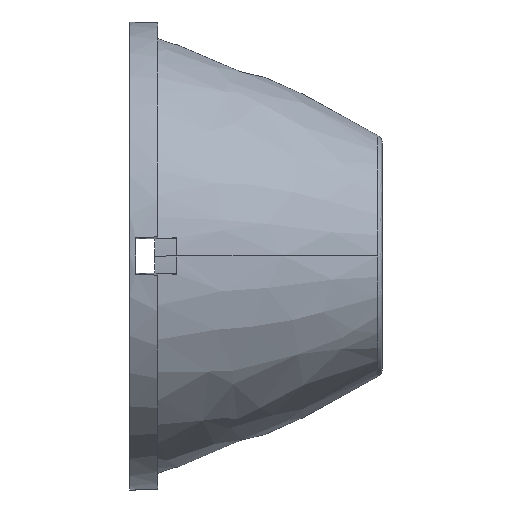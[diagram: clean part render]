
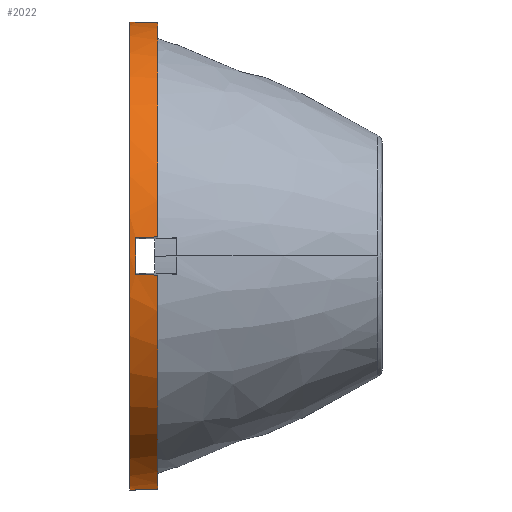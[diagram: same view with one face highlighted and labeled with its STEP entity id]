
A CAD part, left-side view. The second image highlights one B-rep face of the part: STEP entity #2022.
In plain terms, the highlighted cylindrical face has radius 25 mm (diameter 50 mm), a partial arc.
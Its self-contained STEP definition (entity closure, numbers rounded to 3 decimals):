
#1 = AXIS2_PLACEMENT_3D ( 'NONE', #650, #666, #1362 ) ;
#9 = CARTESIAN_POINT ( 'NONE',  ( 0., 23.994, 0. ) ) ;
#26 = EDGE_CURVE ( 'NONE', #2946, #817, #2573, .T. ) ;
#38 = VECTOR ( 'NONE', #2224, 1000. ) ;
#85 = VERTEX_POINT ( 'NONE', #1117 ) ;
#89 = ORIENTED_EDGE ( 'NONE', *, *, #2862, .F. ) ;
#124 = CARTESIAN_POINT ( 'NONE',  ( -24.919, 24.779, -2.016 ) ) ;
#172 = DIRECTION ( 'NONE',  ( 0., -1., 0. ) ) ;
#225 = DIRECTION ( 'NONE',  ( 0., -1., 0. ) ) ;
#250 = DIRECTION ( 'NONE',  ( 0., -1., 0. ) ) ;
#277 = ORIENTED_EDGE ( 'NONE', *, *, #1408, .T. ) ;
#300 = CARTESIAN_POINT ( 'NONE',  ( 0., 26.35, 25. ) ) ;
#316 = CARTESIAN_POINT ( 'NONE',  ( -24.916, 23.994, -2.044 ) ) ;
#334 = CIRCLE ( 'NONE', #2283, 25. ) ;
#377 = CARTESIAN_POINT ( 'NONE',  ( -24.923, 26.35, -1.961 ) ) ;
#389 = CARTESIAN_POINT ( 'NONE',  ( -2.016, 24.779, 24.919 ) ) ;
#392 = CARTESIAN_POINT ( 'NONE',  ( -24.919, 24.779, 2.016 ) ) ;
#402 = FACE_OUTER_BOUND ( 'NONE', #745, .T. ) ;
#403 = CARTESIAN_POINT ( 'NONE',  ( 0., 27., -25. ) ) ;
#473 = DIRECTION ( 'NONE',  ( 0., 0., -1. ) ) ;
#535 = VERTEX_POINT ( 'NONE', #1747 ) ;
#562 = EDGE_CURVE ( 'NONE', #770, #2553, #1512, .T. ) ;
#572 = CARTESIAN_POINT ( 'NONE',  ( 0., 27., 25. ) ) ;
#594 =( BOUNDED_CURVE ( )  B_SPLINE_CURVE ( 3, ( #1470, #618, #389, #1525 ),
 .UNSPECIFIED., .F., .F. ) 
 B_SPLINE_CURVE_WITH_KNOTS ( ( 4, 4 ),
 ( 4.712, 4.716 ),
 .UNSPECIFIED. ) 
 CURVE ( )  GEOMETRIC_REPRESENTATION_ITEM ( )  RATIONAL_B_SPLINE_CURVE ( ( 1., 1., 1., 1. ) ) 
 REPRESENTATION_ITEM ( '' )  );
#601 = EDGE_CURVE ( 'NONE', #2584, #85, #2133, .T. ) ;
#615 = ORIENTED_EDGE ( 'NONE', *, *, #26, .T. ) ;
#618 = CARTESIAN_POINT ( 'NONE',  ( -1.989, 25.565, 24.921 ) ) ;
#622 = CARTESIAN_POINT ( 'NONE',  ( -24.923, 26.35, -1.961 ) ) ;
#624 = CARTESIAN_POINT ( 'NONE',  ( 0., 26.35, 0. ) ) ;
#630 = CARTESIAN_POINT ( 'NONE',  ( -24.923, 26.35, 1.961 ) ) ;
#650 = CARTESIAN_POINT ( 'NONE',  ( 0., 26.35, 0. ) ) ;
#666 = DIRECTION ( 'NONE',  ( 0., 1., 0. ) ) ;
#677 = ORIENTED_EDGE ( 'NONE', *, *, #1996, .F. ) ;
#733 = CARTESIAN_POINT ( 'NONE',  ( -2.044, 23.994, -24.916 ) ) ;
#745 = EDGE_LOOP ( 'NONE', ( #677, #2869, #2268, #615, #1966, #1616, #1484, #2047, #1283, #89, #1026, #277 ) ) ;
#770 = VERTEX_POINT ( 'NONE', #2385 ) ;
#792 = CIRCLE ( 'NONE', #2439, 25. ) ;
#817 = VERTEX_POINT ( 'NONE', #2423 ) ;
#896 =( BOUNDED_CURVE ( )  B_SPLINE_CURVE ( 3, ( #733, #1422, #2817, #2794 ),
 .UNSPECIFIED., .F., .F. ) 
 B_SPLINE_CURVE_WITH_KNOTS ( ( 4, 4 ),
 ( 1.568, 1.571 ),
 .UNSPECIFIED. ) 
 CURVE ( )  GEOMETRIC_REPRESENTATION_ITEM ( )  RATIONAL_B_SPLINE_CURVE ( ( 1., 1., 1., 1. ) ) 
 REPRESENTATION_ITEM ( '' )  );
#903 = DIRECTION ( 'NONE',  ( 0., 0., -1. ) ) ;
#932 = CARTESIAN_POINT ( 'NONE',  ( -1.961, 26.35, 24.923 ) ) ;
#1026 = ORIENTED_EDGE ( 'NONE', *, *, #2645, .F. ) ;
#1046 = CYLINDRICAL_SURFACE ( 'NONE', #1710, 25. ) ;
#1117 = CARTESIAN_POINT ( 'NONE',  ( -24.923, 26.35, 1.961 ) ) ;
#1124 = CARTESIAN_POINT ( 'NONE',  ( -24.916, 23.994, 2.044 ) ) ;
#1155 = VERTEX_POINT ( 'NONE', #572 ) ;
#1267 = EDGE_CURVE ( 'NONE', #1938, #85, #2290, .T. ) ;
#1275 = CIRCLE ( 'NONE', #2857, 25. ) ;
#1283 = ORIENTED_EDGE ( 'NONE', *, *, #1267, .F. ) ;
#1299 = CARTESIAN_POINT ( 'NONE',  ( 0., 0., -25. ) ) ;
#1362 = DIRECTION ( 'NONE',  ( 0., 0., -1. ) ) ;
#1374 = DIRECTION ( 'NONE',  ( 0., 1., 0. ) ) ;
#1397 = EDGE_CURVE ( 'NONE', #1155, #2149, #334, .T. ) ;
#1399 = DIRECTION ( 'NONE',  ( 0., 0., -1. ) ) ;
#1408 = EDGE_CURVE ( 'NONE', #2885, #2524, #792, .T. ) ;
#1411 = CARTESIAN_POINT ( 'NONE',  ( 0., 23.994, 0. ) ) ;
#1422 = CARTESIAN_POINT ( 'NONE',  ( -2.016, 24.779, -24.919 ) ) ;
#1470 = CARTESIAN_POINT ( 'NONE',  ( -1.961, 26.35, 24.923 ) ) ;
#1484 = ORIENTED_EDGE ( 'NONE', *, *, #2007, .F. ) ;
#1512 = CIRCLE ( 'NONE', #2243, 25. ) ;
#1525 = CARTESIAN_POINT ( 'NONE',  ( -2.044, 23.994, 24.916 ) ) ;
#1616 = ORIENTED_EDGE ( 'NONE', *, *, #562, .F. ) ;
#1626 = DIRECTION ( 'NONE',  ( 0., 0., -1. ) ) ;
#1710 = AXIS2_PLACEMENT_3D ( 'NONE', #2864, #1914, #1941 ) ;
#1747 = CARTESIAN_POINT ( 'NONE',  ( -2.044, 23.994, 24.916 ) ) ;
#1846 = EDGE_CURVE ( 'NONE', #2553, #817, #896, .T. ) ;
#1914 = DIRECTION ( 'NONE',  ( 0., -1., 0. ) ) ;
#1937 = CARTESIAN_POINT ( 'NONE',  ( 0., 26.35, -25. ) ) ;
#1938 = VERTEX_POINT ( 'NONE', #2578 ) ;
#1941 = DIRECTION ( 'NONE',  ( 0., 0., -1. ) ) ;
#1966 = ORIENTED_EDGE ( 'NONE', *, *, #1846, .F. ) ;
#1996 = EDGE_CURVE ( 'NONE', #1155, #2524, #2313, .T. ) ;
#2007 = EDGE_CURVE ( 'NONE', #2584, #770, #2831, .T. ) ;
#2020 = CARTESIAN_POINT ( 'NONE',  ( -24.921, 25.565, 1.989 ) ) ;
#2022 = ADVANCED_FACE ( 'NONE', ( #402 ), #1046, .T. ) ;
#2038 = EDGE_CURVE ( 'NONE', #2149, #2946, #2391, .T. ) ;
#2047 = ORIENTED_EDGE ( 'NONE', *, *, #601, .T. ) ;
#2072 = CARTESIAN_POINT ( 'NONE',  ( 0., 27., 0. ) ) ;
#2133 = CIRCLE ( 'NONE', #1, 25. ) ;
#2149 = VERTEX_POINT ( 'NONE', #403 ) ;
#2224 = DIRECTION ( 'NONE',  ( 0., -1., 0. ) ) ;
#2243 = AXIS2_PLACEMENT_3D ( 'NONE', #9, #2954, #903 ) ;
#2268 = ORIENTED_EDGE ( 'NONE', *, *, #2038, .T. ) ;
#2283 = AXIS2_PLACEMENT_3D ( 'NONE', #2072, #225, #1626 ) ;
#2290 =( BOUNDED_CURVE ( )  B_SPLINE_CURVE ( 3, ( #1124, #392, #2020, #630 ),
 .UNSPECIFIED., .F., .F. ) 
 B_SPLINE_CURVE_WITH_KNOTS ( ( 4, 4 ),
 ( 1.568, 1.571 ),
 .UNSPECIFIED. ) 
 CURVE ( )  GEOMETRIC_REPRESENTATION_ITEM ( )  RATIONAL_B_SPLINE_CURVE ( ( 1., 1., 1., 1. ) ) 
 REPRESENTATION_ITEM ( '' )  );
#2313 = LINE ( 'NONE', #2925, #38 ) ;
#2385 = CARTESIAN_POINT ( 'NONE',  ( -24.916, 23.994, -2.044 ) ) ;
#2391 = LINE ( 'NONE', #1299, #2856 ) ;
#2423 = CARTESIAN_POINT ( 'NONE',  ( -1.961, 26.35, -24.923 ) ) ;
#2439 = AXIS2_PLACEMENT_3D ( 'NONE', #2754, #1374, #473 ) ;
#2456 = CARTESIAN_POINT ( 'NONE',  ( -2.044, 23.994, -24.916 ) ) ;
#2462 = DIRECTION ( 'NONE',  ( 0., 0., -1. ) ) ;
#2524 = VERTEX_POINT ( 'NONE', #300 ) ;
#2553 = VERTEX_POINT ( 'NONE', #2456 ) ;
#2573 = CIRCLE ( 'NONE', #2629, 25. ) ;
#2578 = CARTESIAN_POINT ( 'NONE',  ( -24.916, 23.994, 2.044 ) ) ;
#2584 = VERTEX_POINT ( 'NONE', #377 ) ;
#2629 = AXIS2_PLACEMENT_3D ( 'NONE', #624, #2917, #2462 ) ;
#2645 = EDGE_CURVE ( 'NONE', #2885, #535, #594, .T. ) ;
#2754 = CARTESIAN_POINT ( 'NONE',  ( 0., 26.35, 0. ) ) ;
#2794 = CARTESIAN_POINT ( 'NONE',  ( -1.961, 26.35, -24.923 ) ) ;
#2817 = CARTESIAN_POINT ( 'NONE',  ( -1.989, 25.565, -24.921 ) ) ;
#2831 =( BOUNDED_CURVE ( )  B_SPLINE_CURVE ( 3, ( #622, #2848, #124, #316 ),
 .UNSPECIFIED., .F., .F. ) 
 B_SPLINE_CURVE_WITH_KNOTS ( ( 4, 4 ),
 ( 4.712, 4.716 ),
 .UNSPECIFIED. ) 
 CURVE ( )  GEOMETRIC_REPRESENTATION_ITEM ( )  RATIONAL_B_SPLINE_CURVE ( ( 1., 1., 1., 1. ) ) 
 REPRESENTATION_ITEM ( '' )  );
#2848 = CARTESIAN_POINT ( 'NONE',  ( -24.921, 25.565, -1.989 ) ) ;
#2856 = VECTOR ( 'NONE', #172, 1000. ) ;
#2857 = AXIS2_PLACEMENT_3D ( 'NONE', #1411, #250, #1399 ) ;
#2862 = EDGE_CURVE ( 'NONE', #535, #1938, #1275, .T. ) ;
#2864 = CARTESIAN_POINT ( 'NONE',  ( 0., 0., 0. ) ) ;
#2869 = ORIENTED_EDGE ( 'NONE', *, *, #1397, .T. ) ;
#2885 = VERTEX_POINT ( 'NONE', #932 ) ;
#2917 = DIRECTION ( 'NONE',  ( 0., 1., 0. ) ) ;
#2925 = CARTESIAN_POINT ( 'NONE',  ( 0., 0., 25. ) ) ;
#2946 = VERTEX_POINT ( 'NONE', #1937 ) ;
#2954 = DIRECTION ( 'NONE',  ( 0., -1., 0. ) ) ;
